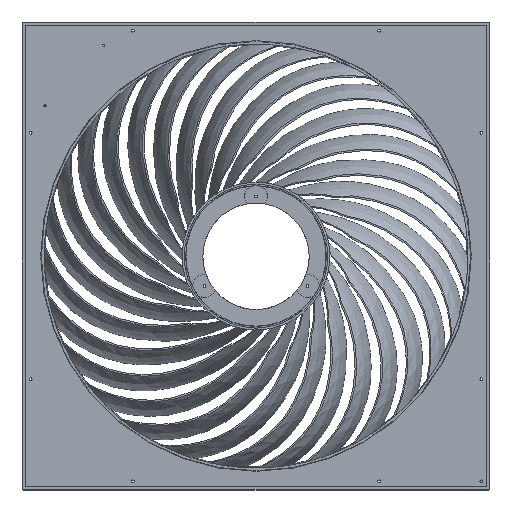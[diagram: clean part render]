
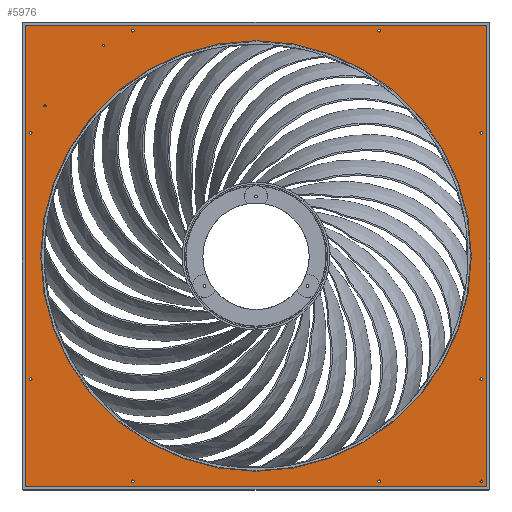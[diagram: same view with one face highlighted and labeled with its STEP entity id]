
A CAD part, top view. The second image highlights one B-rep face of the part: STEP entity #5976.
In plain terms, the highlighted planar face has unit normal (0, 0, 1).
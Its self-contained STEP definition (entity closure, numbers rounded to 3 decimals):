
#621=FACE_BOUND('',#1376,.T.);
#622=FACE_BOUND('',#1377,.T.);
#623=FACE_BOUND('',#1378,.T.);
#624=FACE_BOUND('',#1379,.T.);
#625=FACE_BOUND('',#1380,.T.);
#626=FACE_BOUND('',#1381,.T.);
#627=FACE_BOUND('',#1382,.T.);
#628=FACE_BOUND('',#1383,.T.);
#629=FACE_BOUND('',#1384,.T.);
#630=FACE_BOUND('',#1385,.T.);
#631=FACE_BOUND('',#1386,.T.);
#632=FACE_BOUND('',#1387,.T.);
#707=PLANE('',#6602);
#1012=FACE_OUTER_BOUND('',#1375,.T.);
#1375=EDGE_LOOP('',(#5545,#5546,#5547,#5548));
#1376=EDGE_LOOP('',(#5549));
#1377=EDGE_LOOP('',(#5550));
#1378=EDGE_LOOP('',(#5551));
#1379=EDGE_LOOP('',(#5552));
#1380=EDGE_LOOP('',(#5553));
#1381=EDGE_LOOP('',(#5554));
#1382=EDGE_LOOP('',(#5555));
#1383=EDGE_LOOP('',(#5556));
#1384=EDGE_LOOP('',(#5557));
#1385=EDGE_LOOP('',(#5558));
#1386=EDGE_LOOP('',(#5559));
#1387=EDGE_LOOP('',(#5560));
#1400=LINE('',#27215,#1584);
#1404=LINE('',#27223,#1588);
#1407=LINE('',#27229,#1591);
#1410=LINE('',#27234,#1594);
#1584=VECTOR('',#7025,10.);
#1588=VECTOR('',#7031,10.);
#1591=VECTOR('',#7036,10.);
#1594=VECTOR('',#7041,10.);
#1890=CIRCLE('',#6194,253.);
#2058=CIRCLE('',#6539,1.35);
#2059=CIRCLE('',#6541,1.35);
#2060=CIRCLE('',#6543,1.75);
#2061=CIRCLE('',#6545,1.75);
#2062=CIRCLE('',#6547,1.75);
#2063=CIRCLE('',#6549,1.75);
#2064=CIRCLE('',#6551,1.75);
#2065=CIRCLE('',#6553,1.75);
#2066=CIRCLE('',#6555,1.75);
#2067=CIRCLE('',#6557,1.75);
#2068=CIRCLE('',#6559,1.75);
#2400=VERTEX_POINT('',#27213);
#2401=VERTEX_POINT('',#27214);
#2404=VERTEX_POINT('',#27222);
#2406=VERTEX_POINT('',#27228);
#2418=VERTEX_POINT('',#27258);
#2708=VERTEX_POINT('',#43117);
#2709=VERTEX_POINT('',#43121);
#2710=VERTEX_POINT('',#43125);
#2711=VERTEX_POINT('',#43129);
#2712=VERTEX_POINT('',#43133);
#2713=VERTEX_POINT('',#43137);
#2714=VERTEX_POINT('',#43141);
#2715=VERTEX_POINT('',#43145);
#2716=VERTEX_POINT('',#43149);
#2717=VERTEX_POINT('',#43153);
#2718=VERTEX_POINT('',#43157);
#3130=EDGE_CURVE('',#2400,#2401,#1400,.T.);
#3134=EDGE_CURVE('',#2401,#2404,#1404,.T.);
#3137=EDGE_CURVE('',#2404,#2406,#1407,.T.);
#3140=EDGE_CURVE('',#2406,#2400,#1410,.T.);
#3153=EDGE_CURVE('',#2418,#2418,#1890,.T.);
#3624=EDGE_CURVE('',#2708,#2708,#2058,.T.);
#3626=EDGE_CURVE('',#2709,#2709,#2059,.T.);
#3627=EDGE_CURVE('',#2710,#2710,#2060,.T.);
#3629=EDGE_CURVE('',#2711,#2711,#2061,.T.);
#3631=EDGE_CURVE('',#2712,#2712,#2062,.T.);
#3633=EDGE_CURVE('',#2713,#2713,#2063,.T.);
#3635=EDGE_CURVE('',#2714,#2714,#2064,.T.);
#3637=EDGE_CURVE('',#2715,#2715,#2065,.T.);
#3639=EDGE_CURVE('',#2716,#2716,#2066,.T.);
#3641=EDGE_CURVE('',#2717,#2717,#2067,.T.);
#3643=EDGE_CURVE('',#2718,#2718,#2068,.T.);
#5545=ORIENTED_EDGE('',*,*,#3130,.T.);
#5546=ORIENTED_EDGE('',*,*,#3134,.T.);
#5547=ORIENTED_EDGE('',*,*,#3137,.T.);
#5548=ORIENTED_EDGE('',*,*,#3140,.T.);
#5549=ORIENTED_EDGE('',*,*,#3641,.T.);
#5550=ORIENTED_EDGE('',*,*,#3629,.T.);
#5551=ORIENTED_EDGE('',*,*,#3626,.T.);
#5552=ORIENTED_EDGE('',*,*,#3624,.T.);
#5553=ORIENTED_EDGE('',*,*,#3631,.T.);
#5554=ORIENTED_EDGE('',*,*,#3639,.T.);
#5555=ORIENTED_EDGE('',*,*,#3637,.T.);
#5556=ORIENTED_EDGE('',*,*,#3635,.T.);
#5557=ORIENTED_EDGE('',*,*,#3633,.T.);
#5558=ORIENTED_EDGE('',*,*,#3627,.T.);
#5559=ORIENTED_EDGE('',*,*,#3643,.T.);
#5560=ORIENTED_EDGE('',*,*,#3153,.T.);
#5976=ADVANCED_FACE('',(#1012,#621,#622,#623,#624,#625,#626,#627,#628,#629,
#630,#631,#632),#707,.T.);
#6194=AXIS2_PLACEMENT_3D('',#27260,#7064,#7065);
#6539=AXIS2_PLACEMENT_3D('',#43119,#7898,#7899);
#6541=AXIS2_PLACEMENT_3D('',#43123,#7903,#7904);
#6543=AXIS2_PLACEMENT_3D('',#43126,#7907,#7908);
#6545=AXIS2_PLACEMENT_3D('',#43130,#7912,#7913);
#6547=AXIS2_PLACEMENT_3D('',#43134,#7917,#7918);
#6549=AXIS2_PLACEMENT_3D('',#43138,#7922,#7923);
#6551=AXIS2_PLACEMENT_3D('',#43142,#7927,#7928);
#6553=AXIS2_PLACEMENT_3D('',#43146,#7932,#7933);
#6555=AXIS2_PLACEMENT_3D('',#43150,#7937,#7938);
#6557=AXIS2_PLACEMENT_3D('',#43154,#7942,#7943);
#6559=AXIS2_PLACEMENT_3D('',#43158,#7947,#7948);
#6602=AXIS2_PLACEMENT_3D('',#43204,#8035,#8036);
#7025=DIRECTION('',(0.,-1.,0.));
#7031=DIRECTION('',(1.,0.,0.));
#7036=DIRECTION('',(0.,1.,0.));
#7041=DIRECTION('',(-1.,0.,0.));
#7064=DIRECTION('center_axis',(0.,0.,-1.));
#7065=DIRECTION('ref_axis',(1.,0.,0.));
#7898=DIRECTION('center_axis',(0.,0.,-1.));
#7899=DIRECTION('ref_axis',(-1.,0.,0.));
#7903=DIRECTION('center_axis',(0.,0.,-1.));
#7904=DIRECTION('ref_axis',(-1.,0.,0.));
#7907=DIRECTION('center_axis',(0.,0.,-1.));
#7908=DIRECTION('ref_axis',(1.,0.,0.));
#7912=DIRECTION('center_axis',(0.,0.,-1.));
#7913=DIRECTION('ref_axis',(1.,0.,0.));
#7917=DIRECTION('center_axis',(0.,0.,-1.));
#7918=DIRECTION('ref_axis',(1.,0.,0.));
#7922=DIRECTION('center_axis',(0.,0.,-1.));
#7923=DIRECTION('ref_axis',(1.,0.,0.));
#7927=DIRECTION('center_axis',(0.,0.,-1.));
#7928=DIRECTION('ref_axis',(1.,0.,0.));
#7932=DIRECTION('center_axis',(0.,0.,-1.));
#7933=DIRECTION('ref_axis',(1.,0.,0.));
#7937=DIRECTION('center_axis',(0.,0.,-1.));
#7938=DIRECTION('ref_axis',(1.,0.,0.));
#7942=DIRECTION('center_axis',(0.,0.,-1.));
#7943=DIRECTION('ref_axis',(1.,0.,0.));
#7947=DIRECTION('center_axis',(0.,0.,-1.));
#7948=DIRECTION('ref_axis',(1.,0.,0.));
#8035=DIRECTION('center_axis',(0.,0.,1.));
#8036=DIRECTION('ref_axis',(1.,0.,0.));
#27213=CARTESIAN_POINT('',(-271.,271.,0.));
#27214=CARTESIAN_POINT('',(-271.,-271.,0.));
#27215=CARTESIAN_POINT('',(-271.,-135.5,0.));
#27222=CARTESIAN_POINT('',(271.,-271.,0.));
#27223=CARTESIAN_POINT('',(-2.,-271.,0.));
#27228=CARTESIAN_POINT('',(271.,271.,0.));
#27229=CARTESIAN_POINT('',(271.,135.5,0.));
#27234=CARTESIAN_POINT('',(-273.,271.,0.));
#27258=CARTESIAN_POINT('',(0.,-253.,0.));
#27260=CARTESIAN_POINT('Origin',(0.,0.,0.));
#43117=CARTESIAN_POINT('',(-246.614,176.495,0.));
#43119=CARTESIAN_POINT('Origin',(-247.964,176.495,0.));
#43121=CARTESIAN_POINT('',(-177.535,247.685,0.));
#43123=CARTESIAN_POINT('Origin',(-178.885,247.685,0.));
#43125=CARTESIAN_POINT('',(-266.75,-145.,0.));
#43126=CARTESIAN_POINT('Origin',(-265.,-145.,0.));
#43129=CARTESIAN_POINT('',(-146.75,265.,0.));
#43130=CARTESIAN_POINT('Origin',(-145.,265.,0.));
#43133=CARTESIAN_POINT('',(263.25,145.,0.));
#43134=CARTESIAN_POINT('Origin',(265.,145.,0.));
#43137=CARTESIAN_POINT('',(143.25,-265.,0.));
#43138=CARTESIAN_POINT('Origin',(145.,-265.,0.));
#43141=CARTESIAN_POINT('',(263.25,-265.,0.));
#43142=CARTESIAN_POINT('Origin',(265.,-265.,0.));
#43145=CARTESIAN_POINT('',(263.25,-145.,0.));
#43146=CARTESIAN_POINT('Origin',(265.,-145.,0.));
#43149=CARTESIAN_POINT('',(143.25,265.,0.));
#43150=CARTESIAN_POINT('Origin',(145.,265.,0.));
#43153=CARTESIAN_POINT('',(-266.75,145.,0.));
#43154=CARTESIAN_POINT('Origin',(-265.,145.,0.));
#43157=CARTESIAN_POINT('',(-146.75,-265.,0.));
#43158=CARTESIAN_POINT('Origin',(-145.,-265.,0.));
#43204=CARTESIAN_POINT('Origin',(-275.,0.,0.));
